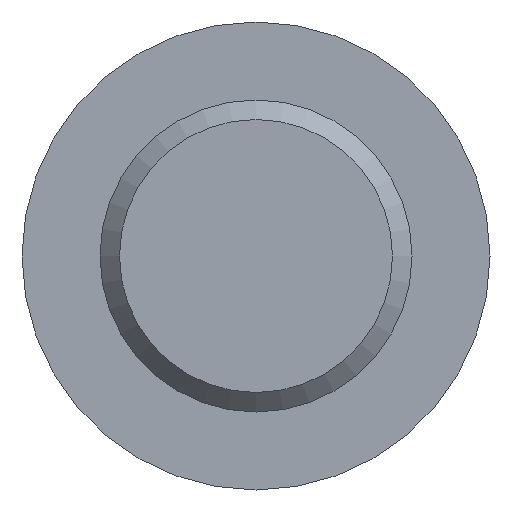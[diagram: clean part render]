
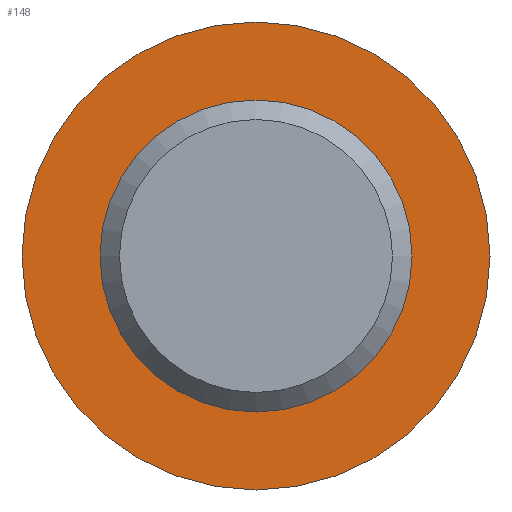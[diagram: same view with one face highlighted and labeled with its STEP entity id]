
A CAD part, front view. The second image highlights one B-rep face of the part: STEP entity #148.
In plain terms, the highlighted planar face has unit normal (0, -1, 0).
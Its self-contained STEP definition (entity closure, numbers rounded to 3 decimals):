
#48 = CARTESIAN_POINT ( 'NONE',  ( 0., 130., -8. ) ) ;
#87 = VERTEX_POINT ( 'NONE', #143 ) ;
#91 = DIRECTION ( 'NONE',  ( 0., 0., -1. ) ) ;
#111 = AXIS2_PLACEMENT_3D ( 'NONE', #384, #548, #128 ) ;
#128 = DIRECTION ( 'NONE',  ( 0., 0., -1. ) ) ;
#133 = DIRECTION ( 'NONE',  ( 0., -1., 0. ) ) ;
#140 = AXIS2_PLACEMENT_3D ( 'NONE', #397, #133, #91 ) ;
#143 = CARTESIAN_POINT ( 'NONE',  ( 0., 130., -12. ) ) ;
#148 = ADVANCED_FACE ( 'NONE', ( #511, #297 ), #466, .F. ) ;
#187 = EDGE_LOOP ( 'NONE', ( #312 ) ) ;
#190 = CIRCLE ( 'NONE', #111, 12. ) ;
#212 = EDGE_CURVE ( 'NONE', #87, #87, #190, .T. ) ;
#225 = EDGE_LOOP ( 'NONE', ( #506 ) ) ;
#250 = CARTESIAN_POINT ( 'NONE',  ( -8., 130., 0. ) ) ;
#297 = FACE_OUTER_BOUND ( 'NONE', #225, .T. ) ;
#312 = ORIENTED_EDGE ( 'NONE', *, *, #544, .F. ) ;
#363 = AXIS2_PLACEMENT_3D ( 'NONE', #250, #420, #425 ) ;
#384 = CARTESIAN_POINT ( 'NONE',  ( 0., 130., 0. ) ) ;
#389 = CIRCLE ( 'NONE', #140, 8. ) ;
#397 = CARTESIAN_POINT ( 'NONE',  ( 0., 130., 0. ) ) ;
#420 = DIRECTION ( 'NONE',  ( 0., 1., 0. ) ) ;
#425 = DIRECTION ( 'NONE',  ( 0., 0., 1. ) ) ;
#466 = PLANE ( 'NONE',  #363 ) ;
#506 = ORIENTED_EDGE ( 'NONE', *, *, #212, .T. ) ;
#511 = FACE_BOUND ( 'NONE', #187, .T. ) ;
#518 = VERTEX_POINT ( 'NONE', #48 ) ;
#544 = EDGE_CURVE ( 'NONE', #518, #518, #389, .T. ) ;
#548 = DIRECTION ( 'NONE',  ( 0., -1., 0. ) ) ;
